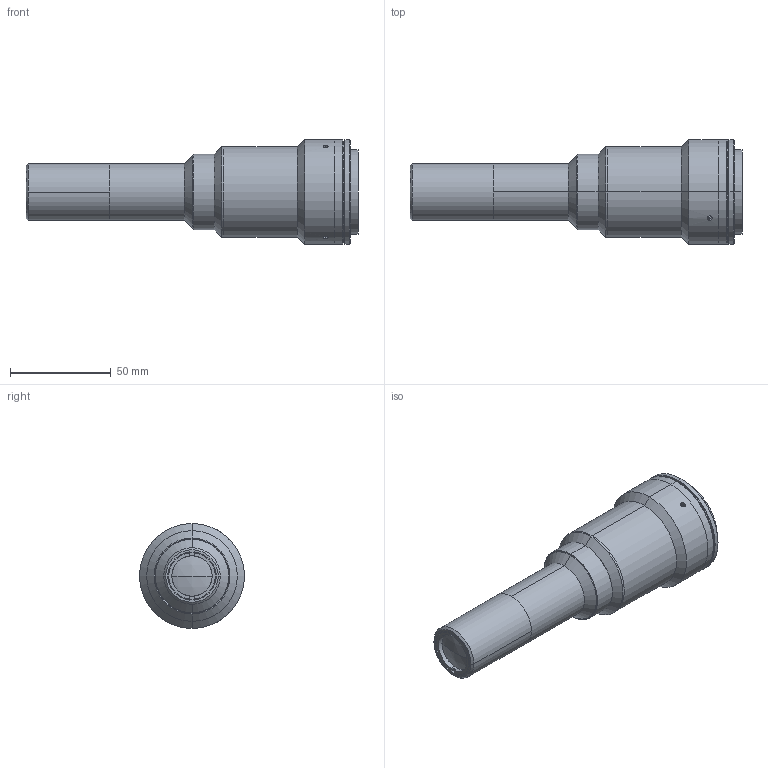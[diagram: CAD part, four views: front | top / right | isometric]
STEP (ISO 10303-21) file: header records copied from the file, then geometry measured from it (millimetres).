
FILE_DESCRIPTION (( 'STEP AP203' ), '1' );
FILE_NAME ('DP31978-A_TC4MHRP004-J.step', '2022-06-13T07:07:15', ( '' ), ( '' ), 'SwSTEP 2.0', 'SolidWorks 2021', '' );
FILE_SCHEMA (( 'CONFIG_CONTROL_DESIGN' ));
Length unit declared in the file: millimetre
Products named in the file (1): DP31978-A_TC4MHRP004-J
Bounding box: 164.59 x 52 x 52 mm (x, y, z)
Surface area: 34487.6 mm2 (no closed solid volume)
Topology: 0 solids, 15 shells, 92 faces, 240 edges, 165 vertices
Faces by surface type: cylinder 38, plane 36, cone 16, sphere 2
Entity records: 3117 total; most frequent: CARTESIAN_POINT 726, DIRECTION 530, ORIENTED_EDGE 394, EDGE_CURVE 240, AXIS2_PLACEMENT_3D 209, VERTEX_POINT 165, CIRCLE 116, LINE 112
